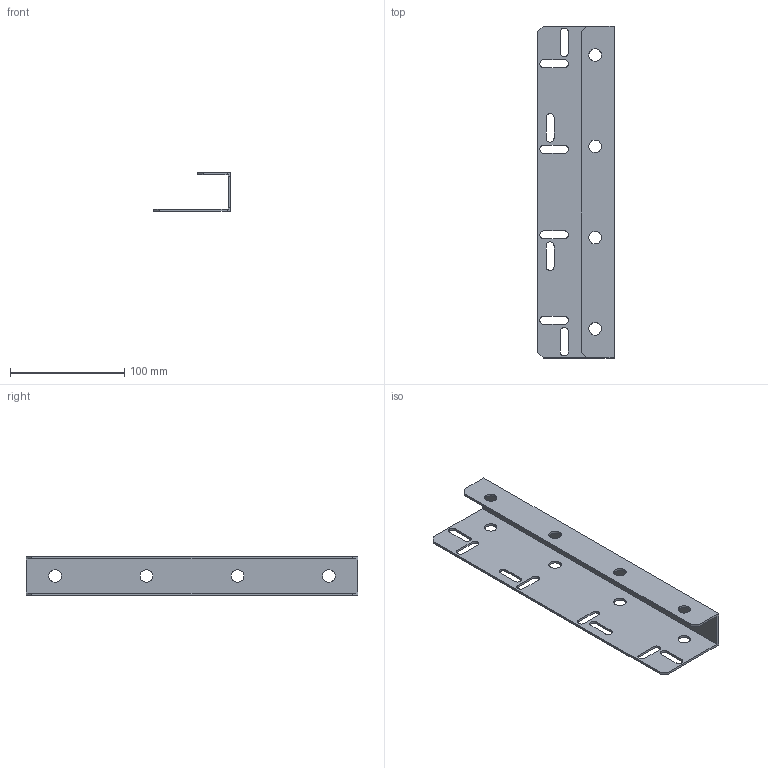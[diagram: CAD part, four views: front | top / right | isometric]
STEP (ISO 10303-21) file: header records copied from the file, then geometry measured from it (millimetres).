
FILE_DESCRIPTION (( 'STEP AP203' ), '1' );
FILE_NAME ('FO-00-SIAB FORMAT 砑鳧罻 闀闉. 鳿鎀. ARMAT ACB A_B 3-4P IEK.STEP', '2024-07-08T17:49:01', ( '' ), ( '' ), 'SwSTEP 2.0', 'SolidWorks 2022', '' );
FILE_SCHEMA (( 'CONFIG_CONTROL_DESIGN' ));
Length unit declared in the file: millimetre
Products named in the file (1): FO-00-SIAB FORMAT Планка опор. изол. ARMAT ACB A_B 3-4P IEK
Bounding box: 67.5 x 291 x 34 mm (x, y, z)
Volume: 68610.5 mm3; surface area: 72014.3 mm2
Topology: 1 solids, 1 shells, 82 faces, 240 edges, 160 vertices
Faces by surface type: cylinder 44, plane 38
Entity records: 2909 total; most frequent: DIRECTION 494, CARTESIAN_POINT 483, ORIENTED_EDGE 480, EDGE_CURVE 240, AXIS2_PLACEMENT_3D 171, VERTEX_POINT 160, LINE 152, VECTOR 152
